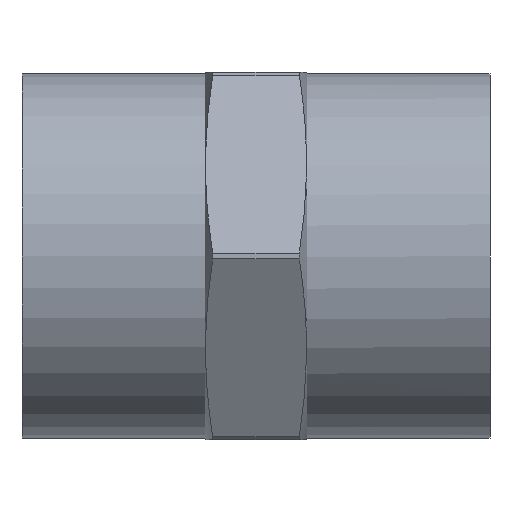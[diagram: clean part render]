
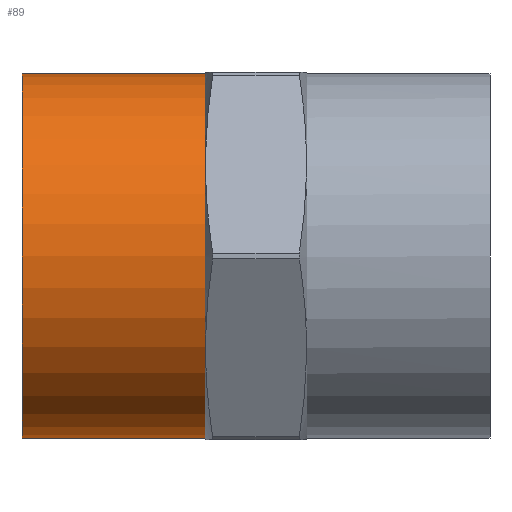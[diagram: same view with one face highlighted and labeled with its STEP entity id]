
A CAD part, front view. The second image highlights one B-rep face of the part: STEP entity #89.
In plain terms, the highlighted cylindrical face has radius 10.9 mm (diameter 21.8 mm), a full revolution.
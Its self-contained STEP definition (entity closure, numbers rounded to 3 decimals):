
#89 = ADVANCED_FACE( '', ( #128, #129 ), #130, .T. );
#128 = FACE_OUTER_BOUND( '', #179, .T. );
#129 = FACE_OUTER_BOUND( '', #180, .T. );
#130 = CYLINDRICAL_SURFACE( '', #181, 10.9 );
#179 = EDGE_LOOP( '', ( #313 ) );
#180 = EDGE_LOOP( '', ( #314 ) );
#181 = AXIS2_PLACEMENT_3D( '', #315, #316, #317 );
#313 = ORIENTED_EDGE( '', *, *, #389, .T. );
#314 = ORIENTED_EDGE( '', *, *, #382, .F. );
#315 = CARTESIAN_POINT( '', ( 14., 0., 0. ) );
#316 = DIRECTION( '', ( -1., 0., 0. ) );
#317 = DIRECTION( '', ( 0., 0., -1. ) );
#382 = EDGE_CURVE( '', #450, #450, #451, .T. );
#389 = EDGE_CURVE( '', #460, #460, #461, .T. );
#450 = VERTEX_POINT( '', #628 );
#451 = CIRCLE( '', #629, 10.9 );
#460 = VERTEX_POINT( '', #648 );
#461 = CIRCLE( '', #649, 10.9 );
#628 = CARTESIAN_POINT( '', ( -3.05, 0., -10.9 ) );
#629 = AXIS2_PLACEMENT_3D( '', #699, #700, #701 );
#648 = CARTESIAN_POINT( '', ( -14., 0., -10.9 ) );
#649 = AXIS2_PLACEMENT_3D( '', #715, #716, #717 );
#699 = CARTESIAN_POINT( '', ( -3.05, 0., 0. ) );
#700 = DIRECTION( '', ( 1., 0., 0. ) );
#701 = DIRECTION( '', ( 0., 0., -1. ) );
#715 = CARTESIAN_POINT( '', ( -14., 0., 0. ) );
#716 = DIRECTION( '', ( 1., 0., 0. ) );
#717 = DIRECTION( '', ( 0., 0., -1. ) );
